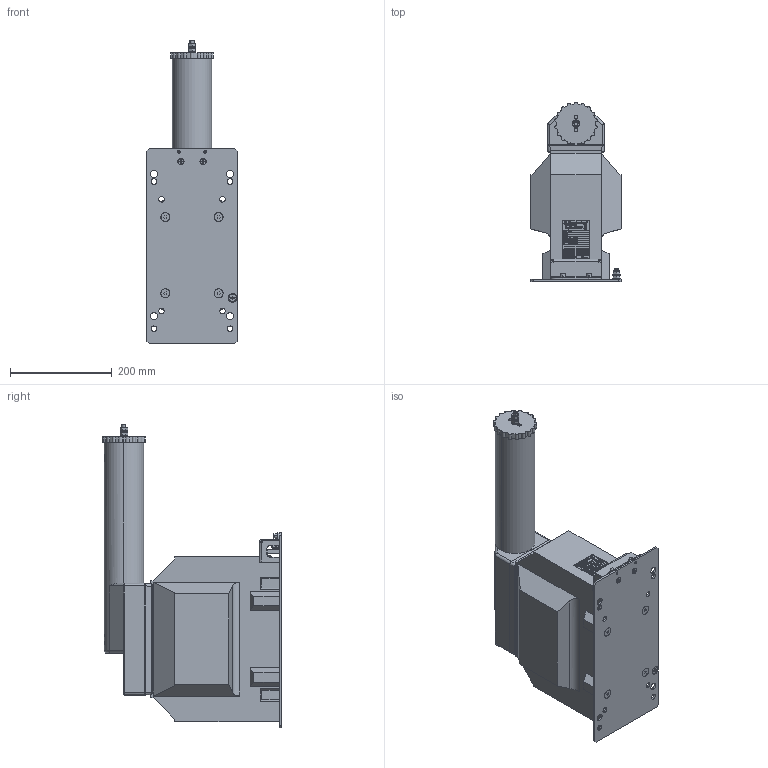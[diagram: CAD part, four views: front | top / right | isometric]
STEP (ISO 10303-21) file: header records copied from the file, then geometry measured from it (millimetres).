
FILE_DESCRIPTION (( 'STEP AP214' ), '1' );
FILE_NAME ('虯恂-旂-20-昑.STEP', '2023-07-31T06:10:37', ( '' ), ( '' ), 'SwSTEP 2.0', 'SolidWorks 2014', '' );
FILE_SCHEMA (( 'AUTOMOTIVE_DESIGN' ));
Length unit declared in the file: millimetre
Products named in the file (41): ÂÅÈÓ.685159.006 Êîíòàêò; Áîëò DIN 933_6å12; ÂÅÈÓ.758472.027 Ãàéêà Ì10; ﾂﾅﾈﾓ.753591.003 ﾏ跖浯; ﾘ琺矜 DIN 125 ﾀ_6.01.019; 屡扔.758472.007 绵殛郷-01; ÂÅÈÓ.725222.002 Êðûøêà òîðöåâàÿ; Ãàéêà øåñòèãðàííàÿ DIN 934_6; curved spring lock washer_din_Spring washer DIN 128 - A8; Ãàéêà øåñòèãðàííàÿ DIN 934_8; 虯恂-旂-20-昑; hex nut style 1 gradeab_din_Hexagon Nut ISO 4032 - M8 - D - N; ﾘ琺矜 DIN 125 ﾀ_8.01.019; plain washer small grade a_din_Washer DIN 433 - 8.4; ﾘ琺矜 DIN 127 B_6; hex bolt gradec_din_ISO 4016 - M8 x 40 x 40-NN; ﾘ琺矜 DIN 127 B_8; Âèíò DIN 965_Œ6å20; ÂÅÈÓ.725213.001 Ïëàñòèíà êîíòàêòíàÿ; Âèíò DIN 965_Œ8å25; 屡扔.725323.005 署赅; Âèíò ïîòàé ñ âí. øåñò. DIN 7991_8å20; ÂÅÈÓ.723111.006 Êîðïóñ ïðåäîõðàíèòåëÿ; ÂÅÈÓ.754312.183À Òàáëè÷êà òåõíè÷åñêèõ äàííûõ ÍÈÎË-ÑÒ_-01; Êîìïàóíä CHS-EPODUR 531-1787^ÂÅÈÓ.723111.006 Êîðïóñ ïðåäîõðàíèòåëÿ; 屡扔.758181.002 妈眚 镫铎徼痤忸黜; ÂÅÈÓ.685159.007 Êîíòàêò; ÂÅÈÓ.735314.027 Êðûøêà çàùèòíàÿ_-00; ÂÅÈÓ.671241.560 Ñáîðêà ñ çàëèâêîé_-00; 屡扔.733411.007 务眍忄龛錩-02; Êîìïàóíä^ÂÅÈÓ.671241.560 Ñáîðêà ñ çàëèâêîé; ÂÅÈÓ.674361.004 Ïðåäîõíàíèòåëü ïëàâêèé; ÑÒ000070273 Ïðåäîõðàíèòåëü WBP-20-24 kV 0,5 À 310-23 mm; ﾂﾅﾈﾓ.305364.006 ﾃ珸ⅰ粽蓖韭; íàïîëíèòåëü^ÑÒ000070273 Ïðåäîõðàíèòåëü WBP-20-24 kV 0,5 À 310-23 mm; 屡扔.305364.003 茵筢赅; Êîíòàêò^ÑÒ000070273 Ïðåäîõðàíèòåëü WBP-20-24 kV 0,5 À 310-23 mm; Êîïèÿ DC-781 Ñèëèêîíîâûé ãåðìåòèê (300 ìë)^ÈÁËÒ.671251.020 Òðàíñôîðìàòîð íàïðÿæåíèÿ ÍÈÎË-ÑÒ-20-ÌÏ; ÂÅÈÓ.671241.567 Àêòèâíàÿ ÷àñòü ÍÈÎË-ÑÒ-20-Ì_-00; Òðóáêà^ÑÒ000070273 Ïðåäîõðàíèòåëü WBP-20-24 kV 0,5 À 310-23 mm ...
Assembly tree (70 placements, depth 4):
  虯恂-旂-20-昑
    ÂÅÈÓ.671241.560 Ñáîðêà ñ çàëèâêîé_-00
      ÂÅÈÓ.671241.567 Àêòèâíàÿ ÷àñòü ÍÈÎË-ÑÒ-20-Ì_-00
        屡扔.758472.007 绵殛郷-01  x4
        ÂÅÈÓ.758472.027 Ãàéêà Ì10
      ﾂﾅﾈﾓ.305364.006 ﾃ珸ⅰ粽蓖韭
        屡扔.305364.003 茵筢赅
      Êîìïàóíä^ÂÅÈÓ.671241.560 Ñáîðêà ñ çàëèâêîé
    ÂÅÈÓ.674361.004 Ïðåäîõíàíèòåëü ïëàâêèé
      ÂÅÈÓ.723111.006 Êîðïóñ ïðåäîõðàíèòåëÿ
        ÂÅÈÓ.685159.007 Êîíòàêò
        Êîìïàóíä CHS-EPODUR 531-1787^ÂÅÈÓ.723111.006 Êîðïóñ ïðåäîõðàíèòåëÿ
      ÂÅÈÓ.725222.002 Êðûøêà òîðöåâàÿ
        屡扔.725323.005 署赅
        ÂÅÈÓ.725213.001 Ïëàñòèíà êîíòàêòíàÿ
        hex bolt gradec_din_ISO 4016 - M8 x 40 x 40-NN
        plain washer small grade a_din_Washer DIN 433 - 8.4  x2
        hex nut style 1 gradeab_din_Hexagon Nut ISO 4032 - M8 - D - N  x2
        curved spring lock washer_din_Spring washer DIN 128 - A8
      ﾂﾅﾈﾓ.753591.003 ﾏ跖浯  x2
      ÂÅÈÓ.685159.006 Êîíòàêò  x2
      ÑÒ000070273 Ïðåäîõðàíèòåëü WBP-20-24 kV 0,5 À 310-23 mm
        Òðóáêà^ÑÒ000070273 Ïðåäîõðàíèòåëü WBP-20-24 kV 0,5 À 310-23 mm
        Êîíòàêò^ÑÒ000070273 Ïðåäîõðàíèòåëü WBP-20-24 kV 0,5 À 310-23 mm  x2
        íàïîëíèòåëü^ÑÒ000070273 Ïðåäîõðàíèòåëü WBP-20-24 kV 0,5 À 310-23 mm
    屡扔.733411.007 务眍忄龛錩-02
    ÂÅÈÓ.735314.027 Êðûøêà çàùèòíàÿ_-00
    屡扔.758181.002 妈眚 镫铎徼痤忸黜  x2
    ÂÅÈÓ.754312.183À Òàáëè÷êà òåõíè÷åñêèõ äàííûõ ÍÈÎË-ÑÒ_-01
    Âèíò ïîòàé ñ âí. øåñò. DIN 7991_8å20  x4
    Âèíò DIN 965_Œ8å25
    Âèíò DIN 965_Œ6å20  x2
    ﾘ琺矜 DIN 127 B_8
    ﾘ琺矜 DIN 127 B_6  x6
    ﾘ琺矜 DIN 125 ﾀ_8.01.019
    Ãàéêà øåñòèãðàííàÿ DIN 934_8  x2
    Ãàéêà øåñòèãðàííàÿ DIN 934_6  x4
    ﾘ琺矜 DIN 125 ﾀ_6.01.019  x6
    Áîëò DIN 933_6å12  x4
    Âèíò ñ âí. øåñò. DIN 912_10å60
    Êîïèÿ DC-781 Ñèëèêîíîâûé ãåðìåòèê (300 ìë)^ÈÁËÒ.671251.020 Òðàíñôîðìàòîð íàïðÿæåíèÿ ÍÈÎË-ÑÒ-20-ÌÏ
Bounding box: 178 x 353.31 x 599 mm (x, y, z)
Volume: 12668519.4 mm3; surface area: 906009.9 mm2
Topology: 63 solids, 63 shells, 4032 faces, 10320 edges, 6680 vertices
Faces by surface type: plane 2115, bspline 988, cylinder 531, cone 314, torus 76, sphere 8
Entity records: 197846 total; most frequent: CARTESIAN_POINT 88584, ORIENTED_EDGE 18572, DIRECTION 13581, EDGE_CURVE 9286, VERTEX_POINT 6082, LINE 6053, VECTOR 6053, EDGE_LOOP 3984
